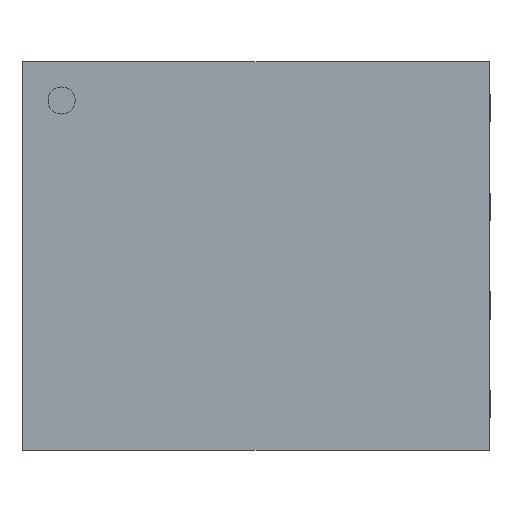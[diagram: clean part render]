
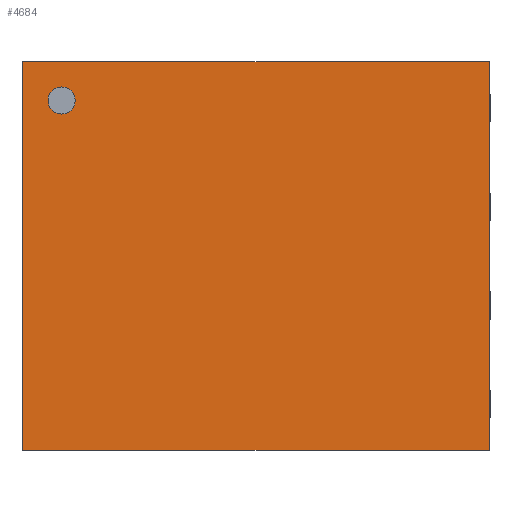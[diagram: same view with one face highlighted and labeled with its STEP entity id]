
A CAD part, top view. The second image highlights one B-rep face of the part: STEP entity #4684.
In plain terms, the highlighted planar face has unit normal (0, 0, 1).
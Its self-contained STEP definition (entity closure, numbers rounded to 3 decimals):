
#14=FACE_BOUND('',#620,.T.);
#328=FACE_OUTER_BOUND('',#619,.T.);
#619=EDGE_LOOP('',(#3806,#3807,#3808,#3809));
#620=EDGE_LOOP('',(#3810,#3811,#3812,#3813,#3814,#3815,#3816,#3817,#3818,
#3819,#3820,#3821,#3822,#3823,#3824,#3825,#3826,#3827,#3828,#3829,#3830,
#3831,#3832,#3833));
#692=LINE('',#6300,#1320);
#1195=LINE('',#7307,#1823);
#1196=LINE('',#7309,#1824);
#1197=LINE('',#7310,#1825);
#1198=LINE('',#7313,#1826);
#1199=LINE('',#7315,#1827);
#1200=LINE('',#7317,#1828);
#1201=LINE('',#7319,#1829);
#1202=LINE('',#7321,#1830);
#1203=LINE('',#7323,#1831);
#1204=LINE('',#7325,#1832);
#1205=LINE('',#7327,#1833);
#1206=LINE('',#7329,#1834);
#1207=LINE('',#7331,#1835);
#1208=LINE('',#7333,#1836);
#1209=LINE('',#7335,#1837);
#1210=LINE('',#7337,#1838);
#1211=LINE('',#7339,#1839);
#1212=LINE('',#7341,#1840);
#1213=LINE('',#7343,#1841);
#1214=LINE('',#7345,#1842);
#1215=LINE('',#7347,#1843);
#1216=LINE('',#7349,#1844);
#1217=LINE('',#7351,#1845);
#1218=LINE('',#7353,#1846);
#1219=LINE('',#7355,#1847);
#1220=LINE('',#7357,#1848);
#1221=LINE('',#7358,#1849);
#1320=VECTOR('',#5074,1.);
#1823=VECTOR('',#6047,1.);
#1824=VECTOR('',#6048,1.);
#1825=VECTOR('',#6049,1.);
#1826=VECTOR('',#6050,1.);
#1827=VECTOR('',#6051,1.);
#1828=VECTOR('',#6052,1.);
#1829=VECTOR('',#6053,1.);
#1830=VECTOR('',#6054,1.);
#1831=VECTOR('',#6055,1.);
#1832=VECTOR('',#6056,1.);
#1833=VECTOR('',#6057,1.);
#1834=VECTOR('',#6058,1.);
#1835=VECTOR('',#6059,1.);
#1836=VECTOR('',#6060,1.);
#1837=VECTOR('',#6061,1.);
#1838=VECTOR('',#6062,1.);
#1839=VECTOR('',#6063,1.);
#1840=VECTOR('',#6064,1.);
#1841=VECTOR('',#6065,1.);
#1842=VECTOR('',#6066,1.);
#1843=VECTOR('',#6067,1.);
#1844=VECTOR('',#6068,1.);
#1845=VECTOR('',#6069,1.);
#1846=VECTOR('',#6070,1.);
#1847=VECTOR('',#6071,1.);
#1848=VECTOR('',#6072,1.);
#1849=VECTOR('',#6073,1.);
#1947=VERTEX_POINT('',#6297);
#1948=VERTEX_POINT('',#6299);
#2217=VERTEX_POINT('',#7306);
#2218=VERTEX_POINT('',#7308);
#2219=VERTEX_POINT('',#7311);
#2220=VERTEX_POINT('',#7312);
#2221=VERTEX_POINT('',#7314);
#2222=VERTEX_POINT('',#7316);
#2223=VERTEX_POINT('',#7318);
#2224=VERTEX_POINT('',#7320);
#2225=VERTEX_POINT('',#7322);
#2226=VERTEX_POINT('',#7324);
#2227=VERTEX_POINT('',#7326);
#2228=VERTEX_POINT('',#7328);
#2229=VERTEX_POINT('',#7330);
#2230=VERTEX_POINT('',#7332);
#2231=VERTEX_POINT('',#7334);
#2232=VERTEX_POINT('',#7336);
#2233=VERTEX_POINT('',#7338);
#2234=VERTEX_POINT('',#7340);
#2235=VERTEX_POINT('',#7342);
#2236=VERTEX_POINT('',#7344);
#2237=VERTEX_POINT('',#7346);
#2238=VERTEX_POINT('',#7348);
#2239=VERTEX_POINT('',#7350);
#2240=VERTEX_POINT('',#7352);
#2241=VERTEX_POINT('',#7354);
#2242=VERTEX_POINT('',#7356);
#2289=EDGE_CURVE('',#1947,#1948,#692,.T.);
#2792=EDGE_CURVE('',#1947,#2217,#1195,.T.);
#2793=EDGE_CURVE('',#2218,#2217,#1196,.T.);
#2794=EDGE_CURVE('',#2218,#1948,#1197,.T.);
#2795=EDGE_CURVE('',#2219,#2220,#1198,.T.);
#2796=EDGE_CURVE('',#2220,#2221,#1199,.T.);
#2797=EDGE_CURVE('',#2221,#2222,#1200,.T.);
#2798=EDGE_CURVE('',#2222,#2223,#1201,.T.);
#2799=EDGE_CURVE('',#2223,#2224,#1202,.T.);
#2800=EDGE_CURVE('',#2224,#2225,#1203,.T.);
#2801=EDGE_CURVE('',#2225,#2226,#1204,.T.);
#2802=EDGE_CURVE('',#2226,#2227,#1205,.T.);
#2803=EDGE_CURVE('',#2227,#2228,#1206,.T.);
#2804=EDGE_CURVE('',#2228,#2229,#1207,.T.);
#2805=EDGE_CURVE('',#2230,#2229,#1208,.T.);
#2806=EDGE_CURVE('',#2231,#2230,#1209,.T.);
#2807=EDGE_CURVE('',#2231,#2232,#1210,.T.);
#2808=EDGE_CURVE('',#2232,#2233,#1211,.T.);
#2809=EDGE_CURVE('',#2233,#2234,#1212,.T.);
#2810=EDGE_CURVE('',#2234,#2235,#1213,.T.);
#2811=EDGE_CURVE('',#2236,#2235,#1214,.T.);
#2812=EDGE_CURVE('',#2236,#2237,#1215,.T.);
#2813=EDGE_CURVE('',#2237,#2238,#1216,.T.);
#2814=EDGE_CURVE('',#2238,#2239,#1217,.T.);
#2815=EDGE_CURVE('',#2239,#2240,#1218,.T.);
#2816=EDGE_CURVE('',#2240,#2241,#1219,.T.);
#2817=EDGE_CURVE('',#2241,#2242,#1220,.T.);
#2818=EDGE_CURVE('',#2242,#2219,#1221,.T.);
#3806=ORIENTED_EDGE('',*,*,#2792,.T.);
#3807=ORIENTED_EDGE('',*,*,#2793,.F.);
#3808=ORIENTED_EDGE('',*,*,#2794,.T.);
#3809=ORIENTED_EDGE('',*,*,#2289,.F.);
#3810=ORIENTED_EDGE('',*,*,#2795,.T.);
#3811=ORIENTED_EDGE('',*,*,#2796,.T.);
#3812=ORIENTED_EDGE('',*,*,#2797,.T.);
#3813=ORIENTED_EDGE('',*,*,#2798,.T.);
#3814=ORIENTED_EDGE('',*,*,#2799,.T.);
#3815=ORIENTED_EDGE('',*,*,#2800,.T.);
#3816=ORIENTED_EDGE('',*,*,#2801,.T.);
#3817=ORIENTED_EDGE('',*,*,#2802,.T.);
#3818=ORIENTED_EDGE('',*,*,#2803,.T.);
#3819=ORIENTED_EDGE('',*,*,#2804,.T.);
#3820=ORIENTED_EDGE('',*,*,#2805,.F.);
#3821=ORIENTED_EDGE('',*,*,#2806,.F.);
#3822=ORIENTED_EDGE('',*,*,#2807,.T.);
#3823=ORIENTED_EDGE('',*,*,#2808,.T.);
#3824=ORIENTED_EDGE('',*,*,#2809,.T.);
#3825=ORIENTED_EDGE('',*,*,#2810,.T.);
#3826=ORIENTED_EDGE('',*,*,#2811,.F.);
#3827=ORIENTED_EDGE('',*,*,#2812,.T.);
#3828=ORIENTED_EDGE('',*,*,#2813,.T.);
#3829=ORIENTED_EDGE('',*,*,#2814,.T.);
#3830=ORIENTED_EDGE('',*,*,#2815,.T.);
#3831=ORIENTED_EDGE('',*,*,#2816,.T.);
#3832=ORIENTED_EDGE('',*,*,#2817,.T.);
#3833=ORIENTED_EDGE('',*,*,#2818,.T.);
#4393=PLANE('',#4989);
#4684=ADVANCED_FACE('',(#328,#14),#4393,.T.);
#4989=AXIS2_PLACEMENT_3D('',#7305,#6045,#6046);
#5074=DIRECTION('',(0.,1.,0.));
#6045=DIRECTION('center_axis',(0.,0.,1.));
#6046=DIRECTION('ref_axis',(1.,0.,0.));
#6047=DIRECTION('',(1.,0.,0.));
#6048=DIRECTION('',(0.,-1.,0.));
#6049=DIRECTION('',(-1.,0.,0.));
#6050=DIRECTION('',(0.383,0.924,0.));
#6051=DIRECTION('',(0.609,0.793,0.));
#6052=DIRECTION('',(0.793,0.609,0.));
#6053=DIRECTION('',(0.924,0.383,0.));
#6054=DIRECTION('',(0.991,0.131,0.));
#6055=DIRECTION('',(0.991,-0.131,0.));
#6056=DIRECTION('',(0.924,-0.383,0.));
#6057=DIRECTION('',(0.793,-0.609,0.));
#6058=DIRECTION('',(0.609,-0.793,0.));
#6059=DIRECTION('',(0.383,-0.924,0.));
#6060=DIRECTION('',(-0.131,0.991,0.));
#6061=DIRECTION('',(0.131,0.991,0.));
#6062=DIRECTION('',(-0.383,-0.924,0.));
#6063=DIRECTION('',(-0.609,-0.793,0.));
#6064=DIRECTION('',(-0.793,-0.609,0.));
#6065=DIRECTION('',(-0.924,-0.383,0.));
#6066=DIRECTION('',(0.991,0.131,0.));
#6067=DIRECTION('',(-0.991,0.131,0.));
#6068=DIRECTION('',(-0.924,0.383,0.));
#6069=DIRECTION('',(-0.793,0.609,0.));
#6070=DIRECTION('',(-0.609,0.793,0.));
#6071=DIRECTION('',(-0.383,0.924,0.));
#6072=DIRECTION('',(-0.131,0.991,0.));
#6073=DIRECTION('',(0.131,0.991,0.));
#6297=CARTESIAN_POINT('',(-3.,-2.5,0.71));
#6299=CARTESIAN_POINT('',(-3.,2.5,0.71));
#6300=CARTESIAN_POINT('',(-3.,-2.5,0.71));
#7305=CARTESIAN_POINT('Origin',(-0.041,-0.195,
0.71));
#7306=CARTESIAN_POINT('',(3.,-2.5,0.71));
#7307=CARTESIAN_POINT('',(0.162,-2.5,0.71));
#7308=CARTESIAN_POINT('',(3.,2.5,0.71));
#7309=CARTESIAN_POINT('',(3.,-1.743,0.71));
#7310=CARTESIAN_POINT('',(3.,2.5,0.71));
#7311=CARTESIAN_POINT('',(-2.669,2.045,0.71));
#7312=CARTESIAN_POINT('',(-2.652,2.088,0.71));
#7313=CARTESIAN_POINT('',(-2.669,2.045,0.71));
#7314=CARTESIAN_POINT('',(-2.624,2.124,0.71));
#7315=CARTESIAN_POINT('',(-2.652,2.088,0.71));
#7316=CARTESIAN_POINT('',(-2.588,2.152,0.71));
#7317=CARTESIAN_POINT('',(-2.624,2.124,0.71));
#7318=CARTESIAN_POINT('',(-2.545,2.169,0.71));
#7319=CARTESIAN_POINT('',(-2.588,2.152,0.71));
#7320=CARTESIAN_POINT('',(-2.5,2.175,0.71));
#7321=CARTESIAN_POINT('',(-2.545,2.169,0.71));
#7322=CARTESIAN_POINT('',(-2.455,2.169,0.71));
#7323=CARTESIAN_POINT('',(-2.5,2.175,0.71));
#7324=CARTESIAN_POINT('',(-2.412,2.152,0.71));
#7325=CARTESIAN_POINT('',(-2.455,2.169,0.71));
#7326=CARTESIAN_POINT('',(-2.376,2.124,0.71));
#7327=CARTESIAN_POINT('',(-2.412,2.152,0.71));
#7328=CARTESIAN_POINT('',(-2.348,2.088,0.71));
#7329=CARTESIAN_POINT('',(-2.376,2.124,0.71));
#7330=CARTESIAN_POINT('',(-2.331,2.045,0.71));
#7331=CARTESIAN_POINT('',(-2.348,2.088,0.71));
#7332=CARTESIAN_POINT('',(-2.325,2.,0.71));
#7333=CARTESIAN_POINT('',(-2.325,2.,0.71));
#7334=CARTESIAN_POINT('',(-2.331,1.955,0.71));
#7335=CARTESIAN_POINT('',(-2.331,1.955,0.71));
#7336=CARTESIAN_POINT('',(-2.348,1.913,0.71));
#7337=CARTESIAN_POINT('',(-2.331,1.955,0.71));
#7338=CARTESIAN_POINT('',(-2.376,1.876,0.71));
#7339=CARTESIAN_POINT('',(-2.348,1.913,0.71));
#7340=CARTESIAN_POINT('',(-2.412,1.848,0.71));
#7341=CARTESIAN_POINT('',(-2.376,1.876,0.71));
#7342=CARTESIAN_POINT('',(-2.455,1.831,0.71));
#7343=CARTESIAN_POINT('',(-2.412,1.848,0.71));
#7344=CARTESIAN_POINT('',(-2.5,1.825,0.71));
#7345=CARTESIAN_POINT('',(-2.5,1.825,0.71));
#7346=CARTESIAN_POINT('',(-2.545,1.831,0.71));
#7347=CARTESIAN_POINT('',(-2.5,1.825,0.71));
#7348=CARTESIAN_POINT('',(-2.588,1.848,0.71));
#7349=CARTESIAN_POINT('',(-2.545,1.831,0.71));
#7350=CARTESIAN_POINT('',(-2.624,1.876,0.71));
#7351=CARTESIAN_POINT('',(-2.588,1.848,0.71));
#7352=CARTESIAN_POINT('',(-2.652,1.913,0.71));
#7353=CARTESIAN_POINT('',(-2.624,1.876,0.71));
#7354=CARTESIAN_POINT('',(-2.669,1.955,0.71));
#7355=CARTESIAN_POINT('',(-2.652,1.913,0.71));
#7356=CARTESIAN_POINT('',(-2.675,2.,0.71));
#7357=CARTESIAN_POINT('',(-2.669,1.955,0.71));
#7358=CARTESIAN_POINT('',(-2.675,2.,0.71));
